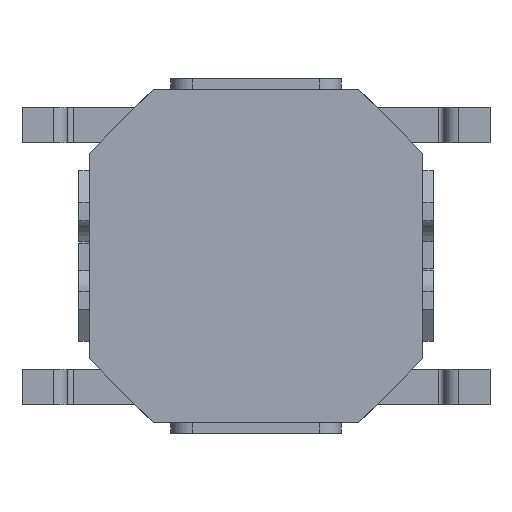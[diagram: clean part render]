
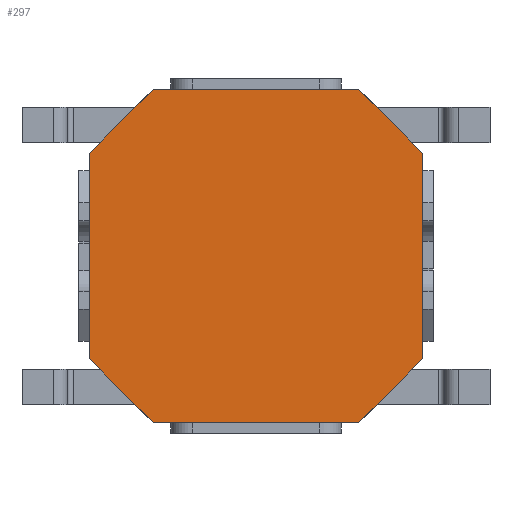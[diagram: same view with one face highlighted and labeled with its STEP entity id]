
A CAD part, front view. The second image highlights one B-rep face of the part: STEP entity #297.
In plain terms, the highlighted planar face has unit normal (0, -1, 0).
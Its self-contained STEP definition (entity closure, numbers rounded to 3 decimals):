
#8 = CARTESIAN_POINT ( 'NONE',  ( -2.35, -0.75, -1.45 ) ) ;
#21 = VERTEX_POINT ( 'NONE', #8 ) ;
#46 = CARTESIAN_POINT ( 'NONE',  ( -1.45, -0.75, 2.35 ) ) ;
#62 = EDGE_CURVE ( 'NONE', #1744, #3381, #1578, .T. ) ;
#163 = CARTESIAN_POINT ( 'NONE',  ( -2.35, -0.75, 1.45 ) ) ;
#185 = EDGE_CURVE ( 'NONE', #21, #4657, #3373, .T. ) ;
#233 = VERTEX_POINT ( 'NONE', #1964 ) ;
#297 = ADVANCED_FACE ( 'NONE', ( #4691 ), #4282, .T. ) ;
#355 = DIRECTION ( 'NONE',  ( -1., 0., 0. ) ) ;
#411 = DIRECTION ( 'NONE',  ( -0.707, 0., 0.707 ) ) ;
#422 = CARTESIAN_POINT ( 'NONE',  ( 1.45, -0.75, 2.35 ) ) ;
#443 = LINE ( 'NONE', #3822, #2525 ) ;
#475 = AXIS2_PLACEMENT_3D ( 'NONE', #3864, #1039, #2399 ) ;
#543 = DIRECTION ( 'NONE',  ( -0.707, 0., -0.707 ) ) ;
#555 = VECTOR ( 'NONE', #355, 1000. ) ;
#589 = DIRECTION ( 'NONE',  ( 1., 0., 0. ) ) ;
#640 = CARTESIAN_POINT ( 'NONE',  ( 2.35, -0.75, 1.45 ) ) ;
#666 = CARTESIAN_POINT ( 'NONE',  ( -2.35, -0.75, -1.45 ) ) ;
#760 = CARTESIAN_POINT ( 'NONE',  ( 1.45, -0.75, -2.35 ) ) ;
#807 = EDGE_CURVE ( 'NONE', #4007, #233, #1510, .T. ) ;
#1039 = DIRECTION ( 'NONE',  ( 0., -1., 0. ) ) ;
#1085 = DIRECTION ( 'NONE',  ( 0., 0., 1. ) ) ;
#1201 = ORIENTED_EDGE ( 'NONE', *, *, #2896, .T. ) ;
#1373 = DIRECTION ( 'NONE',  ( 0., 0., -1. ) ) ;
#1420 = ORIENTED_EDGE ( 'NONE', *, *, #3132, .T. ) ;
#1510 = LINE ( 'NONE', #163, #2066 ) ;
#1578 = LINE ( 'NONE', #3356, #3037 ) ;
#1599 = DIRECTION ( 'NONE',  ( 0.707, 0., 0.707 ) ) ;
#1603 = VERTEX_POINT ( 'NONE', #422 ) ;
#1616 = ORIENTED_EDGE ( 'NONE', *, *, #185, .T. ) ;
#1617 = VECTOR ( 'NONE', #1085, 1000. ) ;
#1629 = VECTOR ( 'NONE', #411, 1000. ) ;
#1654 = CARTESIAN_POINT ( 'NONE',  ( -1.45, -0.75, 2.35 ) ) ;
#1681 = VECTOR ( 'NONE', #2013, 1000. ) ;
#1744 = VERTEX_POINT ( 'NONE', #760 ) ;
#1859 = EDGE_LOOP ( 'NONE', ( #1420, #2262, #2321, #2324, #1616, #1201, #2963, #4384 ) ) ;
#1964 = CARTESIAN_POINT ( 'NONE',  ( -2.35, -0.75, 1.45 ) ) ;
#2013 = DIRECTION ( 'NONE',  ( 0.707, 0., -0.707 ) ) ;
#2066 = VECTOR ( 'NONE', #543, 1000. ) ;
#2262 = ORIENTED_EDGE ( 'NONE', *, *, #2545, .T. ) ;
#2321 = ORIENTED_EDGE ( 'NONE', *, *, #807, .T. ) ;
#2324 = ORIENTED_EDGE ( 'NONE', *, *, #4681, .T. ) ;
#2399 = DIRECTION ( 'NONE',  ( 0., 0., -1. ) ) ;
#2485 = CARTESIAN_POINT ( 'NONE',  ( 1.45, -0.75, 2.35 ) ) ;
#2525 = VECTOR ( 'NONE', #589, 1000. ) ;
#2545 = EDGE_CURVE ( 'NONE', #1603, #4007, #4566, .T. ) ;
#2879 = VERTEX_POINT ( 'NONE', #640 ) ;
#2896 = EDGE_CURVE ( 'NONE', #4657, #1744, #443, .T. ) ;
#2963 = ORIENTED_EDGE ( 'NONE', *, *, #62, .T. ) ;
#3037 = VECTOR ( 'NONE', #1599, 1000. ) ;
#3132 = EDGE_CURVE ( 'NONE', #2879, #1603, #3318, .T. ) ;
#3229 = CARTESIAN_POINT ( 'NONE',  ( 2.35, -0.75, -1.45 ) ) ;
#3318 = LINE ( 'NONE', #2485, #1629 ) ;
#3356 = CARTESIAN_POINT ( 'NONE',  ( 1.45, -0.75, -2.35 ) ) ;
#3373 = LINE ( 'NONE', #3813, #1681 ) ;
#3381 = VERTEX_POINT ( 'NONE', #4058 ) ;
#3534 = VECTOR ( 'NONE', #1373, 1000. ) ;
#3605 = EDGE_CURVE ( 'NONE', #3381, #2879, #3995, .T. ) ;
#3813 = CARTESIAN_POINT ( 'NONE',  ( -2.35, -0.75, -1.45 ) ) ;
#3821 = CARTESIAN_POINT ( 'NONE',  ( -1.45, -0.75, -2.35 ) ) ;
#3822 = CARTESIAN_POINT ( 'NONE',  ( -1.45, -0.75, -2.35 ) ) ;
#3864 = CARTESIAN_POINT ( 'NONE',  ( 0., -0.75, 0. ) ) ;
#3995 = LINE ( 'NONE', #3229, #1617 ) ;
#4007 = VERTEX_POINT ( 'NONE', #1654 ) ;
#4058 = CARTESIAN_POINT ( 'NONE',  ( 2.35, -0.75, -1.45 ) ) ;
#4282 = PLANE ( 'NONE',  #475 ) ;
#4383 = LINE ( 'NONE', #666, #3534 ) ;
#4384 = ORIENTED_EDGE ( 'NONE', *, *, #3605, .T. ) ;
#4566 = LINE ( 'NONE', #46, #555 ) ;
#4657 = VERTEX_POINT ( 'NONE', #3821 ) ;
#4681 = EDGE_CURVE ( 'NONE', #233, #21, #4383, .T. ) ;
#4691 = FACE_OUTER_BOUND ( 'NONE', #1859, .T. ) ;
